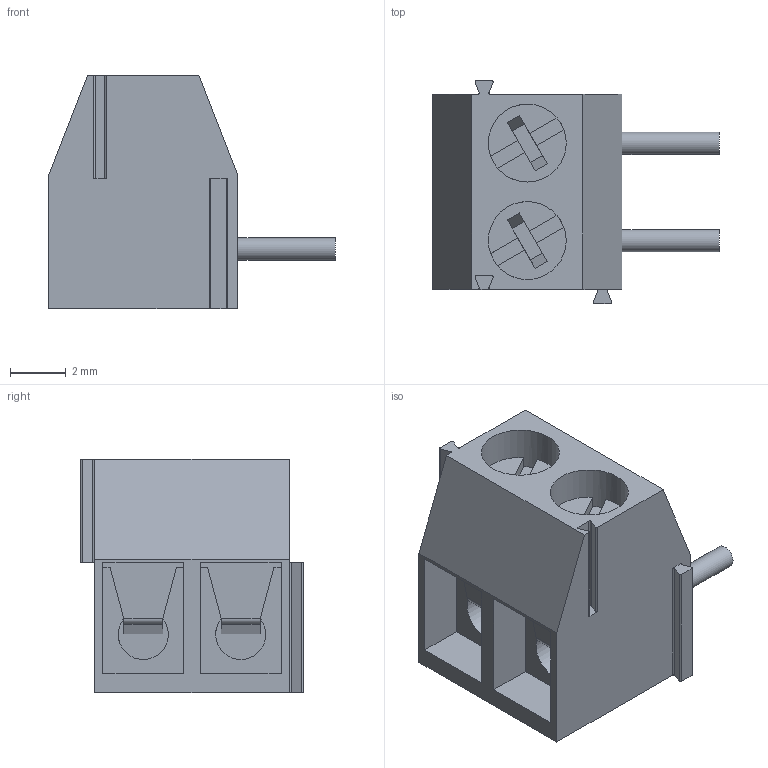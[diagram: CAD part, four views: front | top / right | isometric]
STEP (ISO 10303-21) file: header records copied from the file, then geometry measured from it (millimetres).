
FILE_DESCRIPTION( ( 'STEP AP214' ), '1' );
FILE_NAME( ' ', ' ', ( ' ' ), ( ' ' ), 'PSStep 11.0', 'VISI 17.0', ' ' );
FILE_SCHEMA( ( 'AUTOMOTIVE_DESIGN { 1 0 10303 214 1 1 1 1 }' ) );
Length unit declared in the file: millimetre
Products named in the file (1): 1
Bounding box: 10.3 x 8 x 8.4 mm (x, y, z)
Volume: 292.8 mm3; surface area: 500 mm2
Topology: 1 solids, 1 shells, 110 faces, 292 edges, 190 vertices
Faces by surface type: plane 86, cylinder 24
Full cylindrical faces by diameter (mm): 0.8 x2, 1.8 x2, 2.8 x2
Entity records: 4193 total; most frequent: CARTESIAN_POINT 575, ORIENTED_EDGE 560, DIRECTION 558, EDGE_CURVE 280, LINE 224, VECTOR 224, VERTEX_POINT 184, AXIS2_PLACEMENT_3D 167
